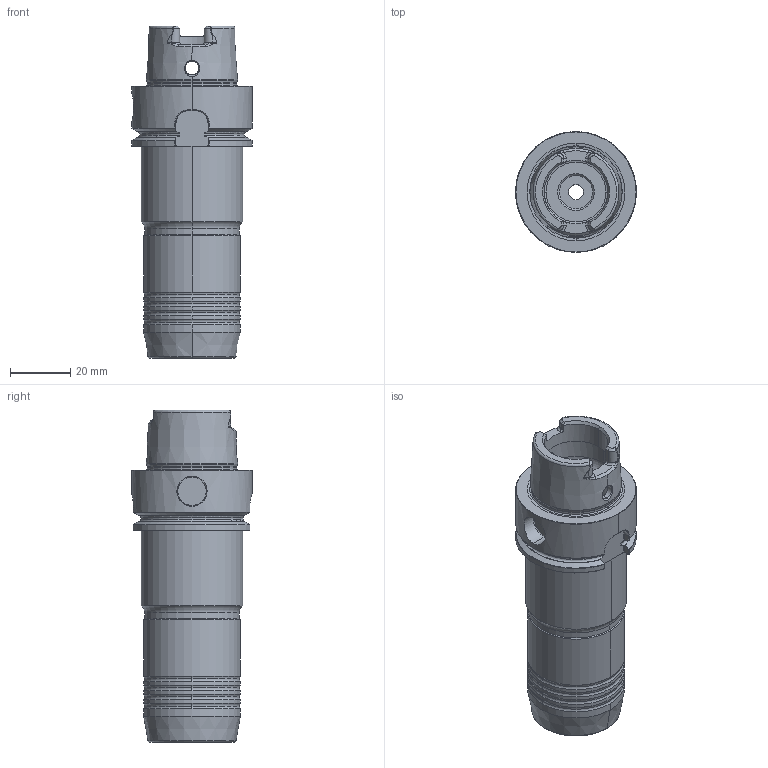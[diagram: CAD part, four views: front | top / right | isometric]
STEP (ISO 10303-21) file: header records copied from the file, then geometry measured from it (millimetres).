
FILE_DESCRIPTION (( 'STEP AP214' ), '1' );
FILE_NAME ('77.A40.012 x=90_step.STEP', '2021-06-22T12:54:25', ( '' ), ( '' ), 'SwSTEP 2.0', 'SolidWorks 2018', '' );
FILE_SCHEMA (( 'AUTOMOTIVE_DESIGN' ));
Length unit declared in the file: millimetre
Products named in the file (1): 77.A40.012 x=90_step
Bounding box: 39.95 x 39.95 x 109.9 mm (x, y, z)
Volume: 75132.1 mm3; surface area: 18748.7 mm2
Topology: 1 solids, 1 shells, 297 faces, 737 edges, 439 vertices
Faces by surface type: cylinder 73, torus 68, plane 63, bspline 47, cone 46
Entity records: 14761 total; most frequent: CARTESIAN_POINT 7886, ORIENTED_EDGE 1462, DIRECTION 1260, EDGE_CURVE 731, AXIS2_PLACEMENT_3D 534, VERTEX_POINT 439, EDGE_LOOP 306, ADVANCED_FACE 297
